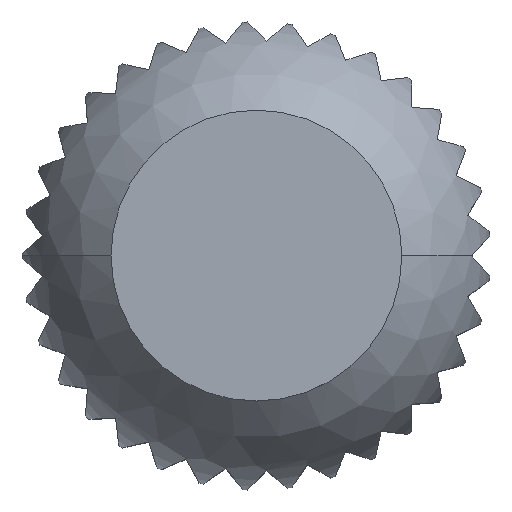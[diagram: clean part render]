
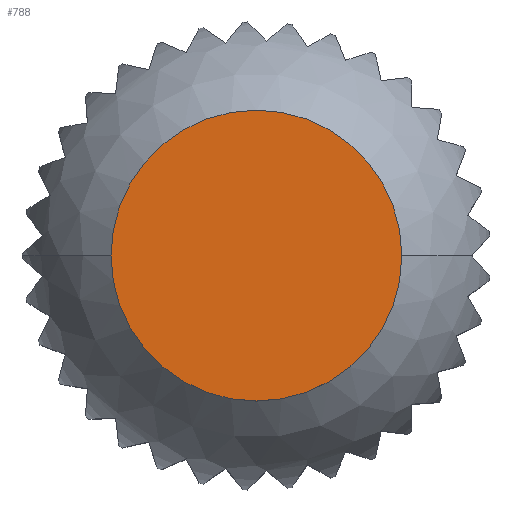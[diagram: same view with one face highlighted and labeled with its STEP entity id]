
A CAD part, top view. The second image highlights one B-rep face of the part: STEP entity #788.
In plain terms, the highlighted planar face has unit normal (0, 0, 1).
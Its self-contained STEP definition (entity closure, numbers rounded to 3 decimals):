
#556=EDGE_CURVE('',#758,#744,#1354,.T.);
#644=EDGE_CURVE('',#744,#758,#1458,.T.);
#744=VERTEX_POINT('',#1572);
#758=VERTEX_POINT('',#1589);
#788=ADVANCED_FACE('',(#1625),#1626,.T.);
#1354=CIRCLE('',#2293,15.5);
#1458=CIRCLE('',#2415,15.5);
#1572=CARTESIAN_POINT('',(-15.5,0.,121.0));
#1589=CARTESIAN_POINT('',(15.5,0.,121.0));
#1625=FACE_OUTER_BOUND('',#2619,.T.);
#1626=PLANE('',#2620);
#2293=AXIS2_PLACEMENT_3D('',#3436,#3437,#3438);
#2415=AXIS2_PLACEMENT_3D('',#3585,#3586,#3587);
#2619=EDGE_LOOP('',(#3804,#3805));
#2620=AXIS2_PLACEMENT_3D('',#3806,#3807,#3808);
#3436=CARTESIAN_POINT('',(0.,0.,121.0));
#3437=DIRECTION('',(0.0,0.0,1.0));
#3438=DIRECTION('',(1.0,0.,0.0));
#3585=CARTESIAN_POINT('',(0.,0.,121.0));
#3586=DIRECTION('',(0.0,0.0,1.0));
#3587=DIRECTION('',(1.0,0.,0.0));
#3804=ORIENTED_EDGE('',*,*,#556,.T.);
#3805=ORIENTED_EDGE('',*,*,#644,.T.);
#3806=CARTESIAN_POINT('',(7.75,0.,121.0));
#3807=DIRECTION('',(0.0,0.0,1.0));
#3808=DIRECTION('',(-1.0,0.,0.0));
